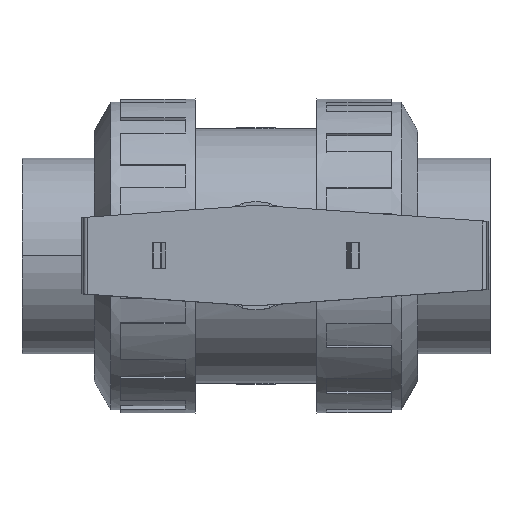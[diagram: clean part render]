
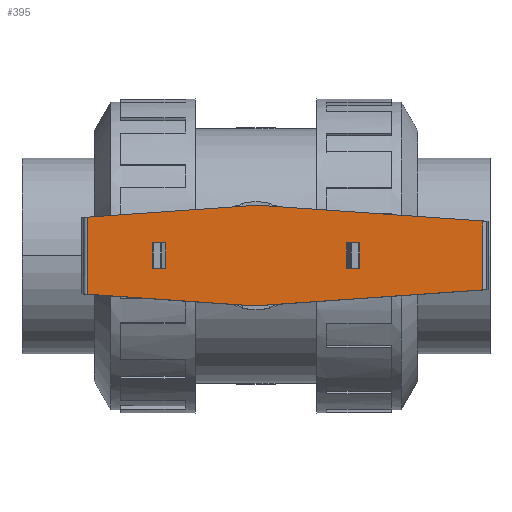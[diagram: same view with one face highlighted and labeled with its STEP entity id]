
A CAD part, top view. The second image highlights one B-rep face of the part: STEP entity #395.
In plain terms, the highlighted planar face has unit normal (0, 0, 1).
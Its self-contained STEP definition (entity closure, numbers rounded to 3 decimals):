
#395=ADVANCED_FACE('',(#1005,#1006,#1007),#1008,.T.);
#1005=FACE_BOUND('',#1846,.T.);
#1006=FACE_BOUND('',#1847,.T.);
#1007=FACE_OUTER_BOUND('',#1848,.T.);
#1008=PLANE('',#1849);
#1846=EDGE_LOOP('',(#3144,#3145,#3146,#3147));
#1847=EDGE_LOOP('',(#3148,#3149,#3150,#3151));
#1848=EDGE_LOOP('',(#3152,#3153,#3154,#3155,#3156,#3157));
#1849=AXIS2_PLACEMENT_3D('',#3158,#3159,#3160);
#3144=ORIENTED_EDGE('',*,*,#5401,.T.);
#3145=ORIENTED_EDGE('',*,*,#5394,.T.);
#3146=ORIENTED_EDGE('',*,*,#5409,.T.);
#3147=ORIENTED_EDGE('',*,*,#5417,.T.);
#3148=ORIENTED_EDGE('',*,*,#5426,.T.);
#3149=ORIENTED_EDGE('',*,*,#5419,.T.);
#3150=ORIENTED_EDGE('',*,*,#5434,.T.);
#3151=ORIENTED_EDGE('',*,*,#5442,.T.);
#3152=ORIENTED_EDGE('',*,*,#5366,.T.);
#3153=ORIENTED_EDGE('',*,*,#5488,.T.);
#3154=ORIENTED_EDGE('',*,*,#5387,.T.);
#3155=ORIENTED_EDGE('',*,*,#5485,.T.);
#3156=ORIENTED_EDGE('',*,*,#5489,.F.);
#3157=ORIENTED_EDGE('',*,*,#5352,.T.);
#3158=CARTESIAN_POINT('',(65.206,29.0,150.5));
#3159=DIRECTION('',(0.0,0.0,1.0));
#3160=DIRECTION('',(-1.0,0.0,0.0));
#5352=EDGE_CURVE('',#6604,#6602,#6605,.T.);
#5366=EDGE_CURVE('',#6602,#6628,#6630,.T.);
#5387=EDGE_CURVE('',#6669,#6667,#6670,.T.);
#5394=EDGE_CURVE('',#6681,#6682,#6683,.T.);
#5401=EDGE_CURVE('',#6694,#6681,#6695,.T.);
#5409=EDGE_CURVE('',#6682,#6706,#6707,.T.);
#5417=EDGE_CURVE('',#6706,#6694,#6716,.T.);
#5419=EDGE_CURVE('',#6718,#6719,#6720,.T.);
#5426=EDGE_CURVE('',#6731,#6718,#6732,.T.);
#5434=EDGE_CURVE('',#6719,#6743,#6744,.T.);
#5442=EDGE_CURVE('',#6743,#6731,#6753,.T.);
#5485=EDGE_CURVE('',#6667,#6819,#6821,.T.);
#5488=EDGE_CURVE('',#6628,#6669,#6824,.T.);
#5489=EDGE_CURVE('',#6604,#6819,#6825,.T.);
#6602=VERTEX_POINT('',#8294);
#6604=VERTEX_POINT('',#8297);
#6605=LINE('',#8298,#8299);
#6628=VERTEX_POINT('',#8330);
#6630=LINE('',#8332,#8333);
#6667=VERTEX_POINT('',#8383);
#6669=VERTEX_POINT('',#8386);
#6670=LINE('',#8387,#8388);
#6681=VERTEX_POINT('',#8402);
#6682=VERTEX_POINT('',#8403);
#6683=LINE('',#8404,#8405);
#6694=VERTEX_POINT('',#8419);
#6695=LINE('',#8420,#8421);
#6706=VERTEX_POINT('',#8436);
#6707=LINE('',#8437,#8438);
#6716=LINE('',#8450,#8451);
#6718=VERTEX_POINT('',#8453);
#6719=VERTEX_POINT('',#8454);
#6720=LINE('',#8455,#8456);
#6731=VERTEX_POINT('',#8470);
#6732=LINE('',#8471,#8472);
#6743=VERTEX_POINT('',#8487);
#6744=LINE('',#8488,#8489);
#6753=LINE('',#8501,#8502);
#6819=VERTEX_POINT('',#8596);
#6821=LINE('',#8598,#8599);
#6824=LINE('',#8603,#8604);
#6825=LINE('',#8605,#8606);
#8294=CARTESIAN_POINT('',(1.013,28.929,150.5));
#8297=CARTESIAN_POINT('',(130.412,19.881,150.5));
#8298=CARTESIAN_POINT('',(68.232,24.229,150.5));
#8299=VECTOR('',#10151,1.0);
#8330=CARTESIAN_POINT('',(-97.037,22.073,150.5));
#8332=CARTESIAN_POINT('',(-1.315,28.766,150.5));
#8333=VECTOR('',#10172,1.0);
#8383=CARTESIAN_POINT('',(-1.013,-28.929,150.5));
#8386=CARTESIAN_POINT('',(-97.037,-22.215,150.5));
#8387=CARTESIAN_POINT('',(-5.361,-28.625,150.5));
#8388=VECTOR('',#10199,1.0);
#8402=CARTESIAN_POINT('',(-52.061,-7.25,150.5));
#8403=CARTESIAN_POINT('',(-59.502,-7.25,150.5));
#8404=CARTESIAN_POINT('',(4.5,-7.25,150.5));
#8405=VECTOR('',#10209,1.0);
#8419=CARTESIAN_POINT('',(-52.061,7.25,150.5));
#8420=CARTESIAN_POINT('',(-52.061,10.875,150.5));
#8421=VECTOR('',#10219,1.0);
#8436=CARTESIAN_POINT('',(-59.502,7.25,150.5));
#8437=CARTESIAN_POINT('',(-59.502,10.875,150.5));
#8438=VECTOR('',#10227,1.0);
#8450=CARTESIAN_POINT('',(4.5,7.25,150.5));
#8451=VECTOR('',#10234,1.0);
#8453=CARTESIAN_POINT('',(52.061,7.25,150.5));
#8454=CARTESIAN_POINT('',(59.502,7.25,150.5));
#8455=CARTESIAN_POINT('',(60.706,7.25,150.5));
#8456=VECTOR('',#10235,1.0);
#8470=CARTESIAN_POINT('',(52.061,-7.25,150.5));
#8471=CARTESIAN_POINT('',(52.061,18.125,150.5));
#8472=VECTOR('',#10245,1.0);
#8487=CARTESIAN_POINT('',(59.502,-7.25,150.5));
#8488=CARTESIAN_POINT('',(59.502,18.125,150.5));
#8489=VECTOR('',#10253,1.0);
#8501=CARTESIAN_POINT('',(60.706,-7.25,150.5));
#8502=VECTOR('',#10260,1.0);
#8596=CARTESIAN_POINT('',(130.412,-19.739,150.5));
#8598=CARTESIAN_POINT('',(68.222,-24.088,150.5));
#8599=VECTOR('',#10307,1.0);
#8603=CARTESIAN_POINT('',(-97.037,29.0,150.5));
#8604=VECTOR('',#10309,1.0);
#8605=CARTESIAN_POINT('',(130.412,29.0,150.5));
#8606=VECTOR('',#10310,1.0);
#10151=DIRECTION('',(-0.998,0.07,0.0));
#10172=DIRECTION('',(-0.998,-0.07,0.0));
#10199=DIRECTION('',(0.998,-0.07,0.0));
#10209=DIRECTION('',(-1.0,0.0,0.0));
#10219=DIRECTION('',(0.0,-1.0,0.0));
#10227=DIRECTION('',(0.0,1.0,-0.0));
#10234=DIRECTION('',(1.0,0.0,0.0));
#10235=DIRECTION('',(1.0,0.0,-0.0));
#10245=DIRECTION('',(0.0,1.0,-0.0));
#10253=DIRECTION('',(0.0,-1.0,0.0));
#10260=DIRECTION('',(-1.0,0.0,0.0));
#10307=DIRECTION('',(0.998,0.07,-0.0));
#10309=DIRECTION('',(0.0,-1.0,0.0));
#10310=DIRECTION('',(0.0,-1.0,0.0));
